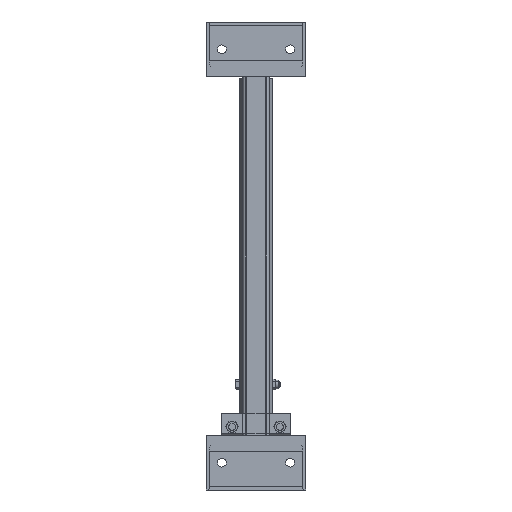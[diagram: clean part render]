
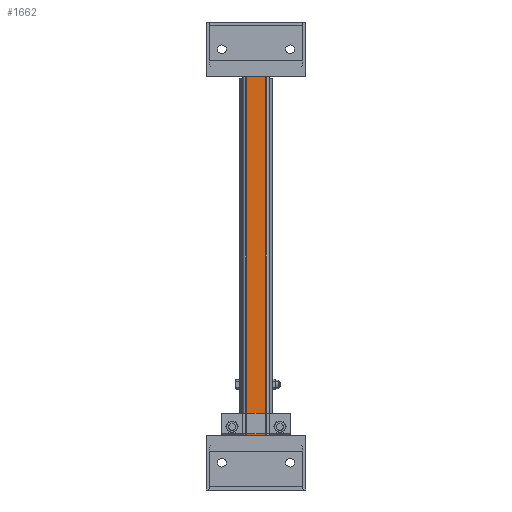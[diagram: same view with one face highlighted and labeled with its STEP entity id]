
A CAD part, left-side view. The second image highlights one B-rep face of the part: STEP entity #1662.
In plain terms, the highlighted face is planar.
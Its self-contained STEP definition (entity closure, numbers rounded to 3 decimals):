
#1662=ADVANCED_FACE('',(#2982),#2983,.T.);
#2982=FACE_OUTER_BOUND('',#5708,.T.);
#2983=PLANE('',#5709);
#5708=EDGE_LOOP('',(#9426,#9427,#9428,#9429));
#5709=AXIS2_PLACEMENT_3D('',#9430,#9431,#9432);
#9426=ORIENTED_EDGE('',*,*,#10309,.T.);
#9427=ORIENTED_EDGE('',*,*,#10604,.F.);
#9428=ORIENTED_EDGE('',*,*,#10524,.T.);
#9429=ORIENTED_EDGE('',*,*,#10479,.T.);
#9430=CARTESIAN_POINT('',(0.,20.,0.));
#9431=DIRECTION('',(0.,1.,0.));
#9432=DIRECTION('',(-1.,0.,0.));
#10309=EDGE_CURVE('',#11397,#11409,#11411,.T.);
#10479=EDGE_CURVE('',#11698,#11397,#11699,.T.);
#10524=EDGE_CURVE('',#11767,#11698,#11768,.T.);
#10604=EDGE_CURVE('',#11767,#11409,#11895,.T.);
#11397=VERTEX_POINT('',#13121);
#11409=VERTEX_POINT('',#13136);
#11411=LINE('',#13138,#13139);
#11698=VERTEX_POINT('',#14087);
#11699=LINE('',#14088,#14089);
#11767=VERTEX_POINT('',#14417);
#11768=LINE('',#14418,#14419);
#11895=LINE('',#14692,#14693);
#13121=CARTESIAN_POINT('',(-14.,20.,525.));
#13136=CARTESIAN_POINT('',(14.,20.,525.));
#13138=CARTESIAN_POINT('',(14.,20.,525.));
#13139=VECTOR('',#17032,1.);
#14087=CARTESIAN_POINT('',(-14.,20.,0.));
#14088=CARTESIAN_POINT('',(-14.,20.,0.));
#14089=VECTOR('',#17241,1.);
#14417=CARTESIAN_POINT('',(14.,20.,0.));
#14418=CARTESIAN_POINT('',(14.,20.,0.));
#14419=VECTOR('',#17275,1.);
#14692=CARTESIAN_POINT('',(14.,20.,0.));
#14693=VECTOR('',#17383,1.);
#17032=DIRECTION('',(1.,0.,0.));
#17241=DIRECTION('',(0.,0.,1.));
#17275=DIRECTION('',(-1.,0.,0.));
#17383=DIRECTION('',(0.,0.,1.));
